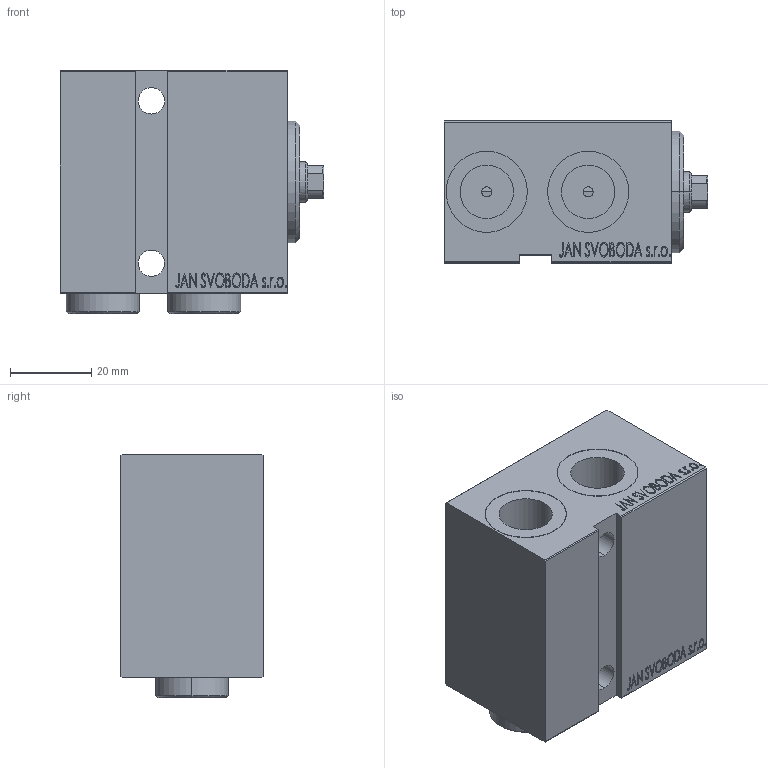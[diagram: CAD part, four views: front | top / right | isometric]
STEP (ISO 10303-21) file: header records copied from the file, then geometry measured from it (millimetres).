
FILE_DESCRIPTION (( 'STEP AP203' ), '1' );
FILE_NAME ('00f6.STEP', '2024-02-11T19:49:59', ( '' ), ( '' ), 'SwSTEP 2.0', 'SolidWorks 2019', '' );
FILE_SCHEMA (( 'CONFIG_CONTROL_DESIGN' ));
Length unit declared in the file: millimetre
Products named in the file (5): V450CM_E_VCP fd6c5553f2775b6d66d8edb1950ef9c9; Zatka_OIL_PORT fd6c5553f2775b6d66d8edb1950ef9c9; 00f6; V450CM_VC_B fd6c5553f2775b6d66d8edb1950ef9c9; V450CM_E_Body fd6c5553f2775b6d66d8edb1950ef9c9
Assembly tree (5 placements, depth 2):
  00f6
    V450CM_E_Body fd6c5553f2775b6d66d8edb1950ef9c9
    V450CM_E_VCP fd6c5553f2775b6d66d8edb1950ef9c9
    V450CM_VC_B fd6c5553f2775b6d66d8edb1950ef9c9
    Zatka_OIL_PORT fd6c5553f2775b6d66d8edb1950ef9c9  x2
Bounding box: 65 x 35 x 59.9 mm (x, y, z)
Volume: 100982.5 mm3; surface area: 28488.1 mm2
Topology: 5 solids, 5 shells, 903 faces, 2304 edges, 1521 vertices
Faces by surface type: plane 443, bspline 380, cylinder 62, cone 18
Entity records: 44183 total; most frequent: CARTESIAN_POINT 24671, ORIENTED_EDGE 4524, DIRECTION 2640, EDGE_CURVE 2262, VERTEX_POINT 1497, VECTOR 1356, LINE 1356, EDGE_LOOP 1009
